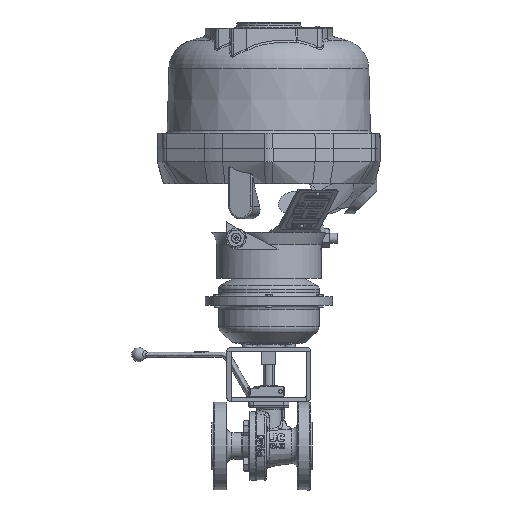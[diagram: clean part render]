
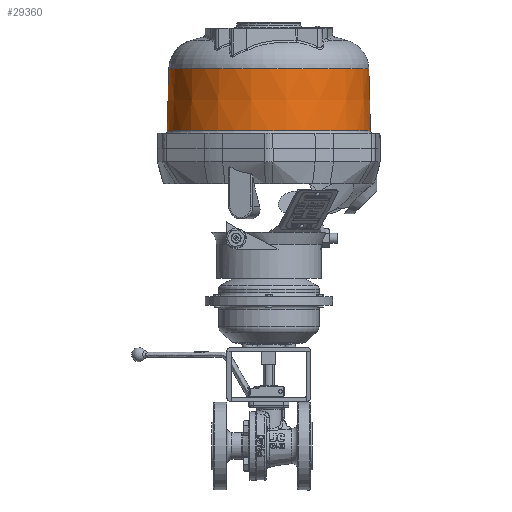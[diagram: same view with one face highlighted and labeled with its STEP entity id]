
A CAD part, left-side view. The second image highlights one B-rep face of the part: STEP entity #29360.
In plain terms, the highlighted conical face has half-angle 1.5 degrees and reference radius 119.301 mm.
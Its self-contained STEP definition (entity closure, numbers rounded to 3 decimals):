
#2726=CONICAL_SURFACE('',#31377,119.301,0.026);
#2994=FACE_OUTER_BOUND('',#4861,.T.);
#4861=EDGE_LOOP('',(#20266,#20267,#20268,#20269,#20270,#20271));
#6959=LINE('',#43581,#9255);
#9255=VECTOR('',#34443,119.301);
#11601=CIRCLE('',#31375,119.301);
#11602=CIRCLE('',#31376,119.301);
#11603=CIRCLE('',#31378,121.247);
#11604=CIRCLE('',#31379,121.247);
#12912=VERTEX_POINT('',#43572);
#12913=VERTEX_POINT('',#43574);
#12914=VERTEX_POINT('',#43578);
#12915=VERTEX_POINT('',#43579);
#15757=EDGE_CURVE('',#12912,#12913,#11601,.T.);
#15758=EDGE_CURVE('',#12913,#12912,#11602,.T.);
#15759=EDGE_CURVE('',#12914,#12915,#11603,.T.);
#15760=EDGE_CURVE('',#12915,#12913,#6959,.T.);
#15761=EDGE_CURVE('',#12915,#12914,#11604,.T.);
#20266=ORIENTED_EDGE('',*,*,#15759,.T.);
#20267=ORIENTED_EDGE('',*,*,#15760,.T.);
#20268=ORIENTED_EDGE('',*,*,#15757,.F.);
#20269=ORIENTED_EDGE('',*,*,#15758,.F.);
#20270=ORIENTED_EDGE('',*,*,#15760,.F.);
#20271=ORIENTED_EDGE('',*,*,#15761,.T.);
#29360=ADVANCED_FACE('',(#2994),#2726,.T.);
#31375=AXIS2_PLACEMENT_3D('',#43575,#34435,#34436);
#31376=AXIS2_PLACEMENT_3D('',#43576,#34437,#34438);
#31377=AXIS2_PLACEMENT_3D('',#43577,#34439,#34440);
#31378=AXIS2_PLACEMENT_3D('',#43580,#34441,#34442);
#31379=AXIS2_PLACEMENT_3D('',#43582,#34444,#34445);
#34435=DIRECTION('center_axis',(0.,0.,1.));
#34436=DIRECTION('ref_axis',(1.,0.,0.));
#34437=DIRECTION('center_axis',(0.,0.,1.));
#34438=DIRECTION('ref_axis',(1.,0.,0.));
#34439=DIRECTION('center_axis',(0.,0.,-1.));
#34440=DIRECTION('ref_axis',(-1.,0.,0.));
#34441=DIRECTION('center_axis',(0.,0.,1.));
#34442=DIRECTION('ref_axis',(-1.,0.,0.));
#34443=DIRECTION('',(-0.026,0.,1.));
#34444=DIRECTION('center_axis',(0.,0.,1.));
#34445=DIRECTION('ref_axis',(-1.,0.,0.));
#43572=CARTESIAN_POINT('',(-142.275,-15.682,-55.68));
#43574=CARTESIAN_POINT('',(96.326,-15.682,-55.68));
#43575=CARTESIAN_POINT('Origin',(-22.974,-15.682,-55.68));
#43576=CARTESIAN_POINT('Origin',(-22.974,-15.682,-55.68));
#43577=CARTESIAN_POINT('Origin',(-22.974,-15.682,-55.68));
#43578=CARTESIAN_POINT('',(-144.221,-15.682,-130.019));
#43579=CARTESIAN_POINT('',(98.273,-15.682,-130.019));
#43580=CARTESIAN_POINT('Origin',(-22.974,-15.682,-130.019));
#43581=CARTESIAN_POINT('',(96.326,-15.682,-55.68));
#43582=CARTESIAN_POINT('Origin',(-22.974,-15.682,-130.019));
